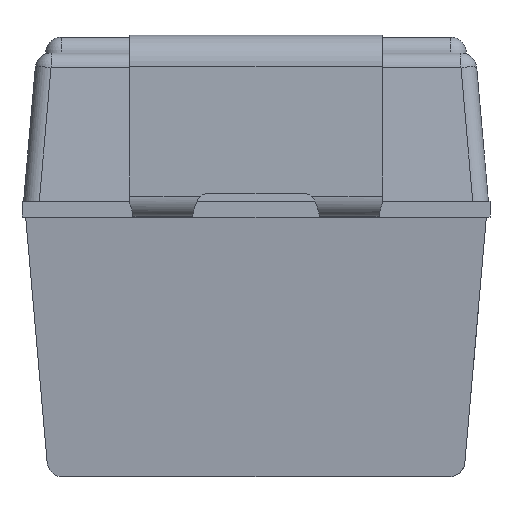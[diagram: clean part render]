
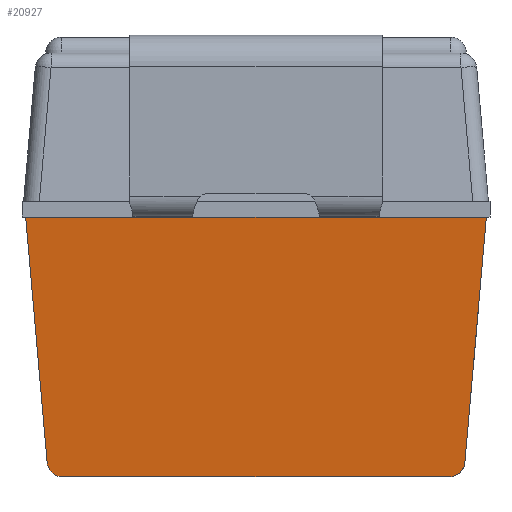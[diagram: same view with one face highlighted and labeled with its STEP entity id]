
A CAD part, front view. The second image highlights one B-rep face of the part: STEP entity #20927.
In plain terms, the highlighted planar face has unit normal (0, -0.996, -0.087).
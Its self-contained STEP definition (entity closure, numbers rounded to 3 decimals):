
#17295=CARTESIAN_POINT('',(-1.836,-3.309,-2.62));
#17296=VERTEX_POINT('',#17295);
#17303=CARTESIAN_POINT('',(-1.986,-3.321,-2.483));
#17304=VERTEX_POINT('',#17303);
#17305=CARTESIAN_POINT('',(-1.836,-3.322,-2.47));
#17306=DIRECTION('',(0.0,0.996,0.087));
#17307=DIRECTION('',(0.,0.087,-0.996));
#17308=AXIS2_PLACEMENT_3D('',#17305,#17306,#17307);
#17309=ELLIPSE('',#17308,0.151,0.15);
#17310=EDGE_CURVE('',#17296,#17304,#17309,.T.);
#20568=CARTESIAN_POINT('',(1.836,-3.309,-2.62));
#20569=VERTEX_POINT('',#20568);
#20576=CARTESIAN_POINT('',(-1.836,-3.309,-2.62));
#20577=DIRECTION('',(1.0,0.0,0.0));
#20578=VECTOR('',#20577,3.673);
#20579=LINE('',#20576,#20578);
#20580=EDGE_CURVE('',#17296,#20569,#20579,.T.);
#20875=CARTESIAN_POINT('',(1.986,-3.321,-2.483));
#20876=VERTEX_POINT('',#20875);
#20883=CARTESIAN_POINT('',(1.836,-3.322,-2.47));
#20884=DIRECTION('',(0.0,0.996,0.087));
#20885=DIRECTION('',(0.,0.087,-0.996));
#20886=AXIS2_PLACEMENT_3D('',#20883,#20884,#20885);
#20887=ELLIPSE('',#20886,0.151,0.15);
#20888=EDGE_CURVE('',#20876,#20569,#20887,.T.);
#20895=CARTESIAN_POINT('',(2.409,-3.536,-0.027));
#20896=DIRECTION('',(0.0,-0.996,-0.087));
#20897=DIRECTION('',(0.0,0.087,-0.996));
#20898=AXIS2_PLACEMENT_3D('',#20895,#20896,#20897);
#20899=PLANE('',#20898);
#20900=ORIENTED_EDGE('',*,*,#17310,.F.);
#20901=ORIENTED_EDGE('',*,*,#20580,.T.);
#20902=ORIENTED_EDGE('',*,*,#20888,.F.);
#20903=CARTESIAN_POINT('',(2.19,-3.525,-0.15));
#20904=VERTEX_POINT('',#20903);
#20905=CARTESIAN_POINT('',(2.19,-3.525,-0.15));
#20906=DIRECTION('',(-0.087,0.087,-0.992));
#20907=VECTOR('',#20906,2.351);
#20908=LINE('',#20905,#20907);
#20909=EDGE_CURVE('',#20904,#20876,#20908,.T.);
#20910=ORIENTED_EDGE('',*,*,#20909,.F.);
#20911=CARTESIAN_POINT('',(-2.19,-3.525,-0.15));
#20912=VERTEX_POINT('',#20911);
#20913=CARTESIAN_POINT('',(-2.19,-3.525,-0.15));
#20914=DIRECTION('',(1.0,0.0,0.0));
#20915=VECTOR('',#20914,4.38);
#20916=LINE('',#20913,#20915);
#20917=EDGE_CURVE('',#20912,#20904,#20916,.T.);
#20918=ORIENTED_EDGE('',*,*,#20917,.F.);
#20919=CARTESIAN_POINT('',(-2.19,-3.525,-0.15));
#20920=DIRECTION('',(0.087,0.087,-0.992));
#20921=VECTOR('',#20920,2.351);
#20922=LINE('',#20919,#20921);
#20923=EDGE_CURVE('',#20912,#17304,#20922,.T.);
#20924=ORIENTED_EDGE('',*,*,#20923,.T.);
#20925=EDGE_LOOP('',(#20900,#20901,#20902,#20910,#20918,#20924));
#20926=FACE_OUTER_BOUND('',#20925,.T.);
#20927=ADVANCED_FACE('',(#20926),#20899,.T.);
